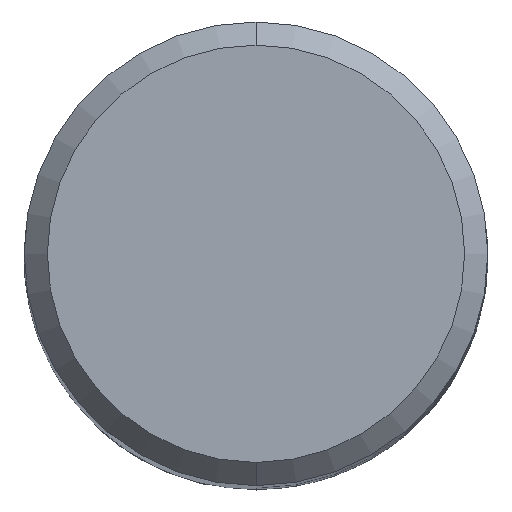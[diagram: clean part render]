
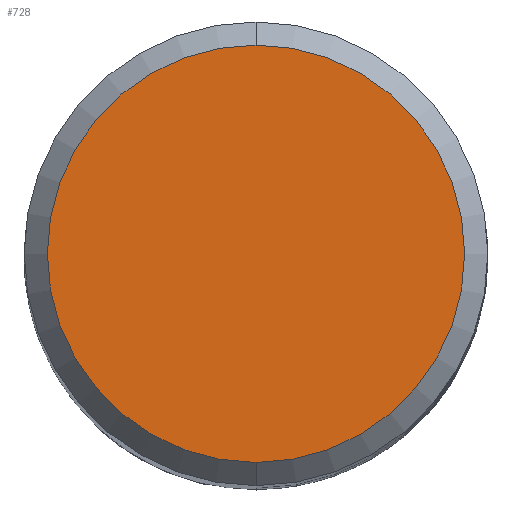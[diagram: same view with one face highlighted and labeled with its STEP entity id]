
A CAD part, top view. The second image highlights one B-rep face of the part: STEP entity #728.
In plain terms, the highlighted planar face has unit normal (0, 0, 1).
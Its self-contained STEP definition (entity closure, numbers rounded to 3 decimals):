
#704=VERTEX_POINT('',#1571);
#728=ADVANCED_FACE('',(#1597),#1598,.T.);
#872=EDGE_CURVE('',#1228,#704,#1758,.T.);
#942=EDGE_CURVE('',#704,#1228,#1832,.T.);
#1228=VERTEX_POINT('',#2140);
#1571=CARTESIAN_POINT('',(0.0,7.2,0.0));
#1597=FACE_OUTER_BOUND('',#4415,.T.);
#1598=PLANE('',#4416);
#1758=CIRCLE('',#5294,7.2);
#1832=CIRCLE('',#5560,7.2);
#2140=CARTESIAN_POINT('',(0.,-7.2,0.0));
#4415=EDGE_LOOP('',(#9117,#9118));
#4416=AXIS2_PLACEMENT_3D('',#9119,#9120,#9121);
#5294=AXIS2_PLACEMENT_3D('',#9303,#9304,#9305);
#5560=AXIS2_PLACEMENT_3D('',#9370,#9371,#9372);
#9117=ORIENTED_EDGE('',*,*,#942,.F.);
#9118=ORIENTED_EDGE('',*,*,#872,.F.);
#9119=CARTESIAN_POINT('',(0.0,3.6,0.0));
#9120=DIRECTION('',(-0.0,0.0,1.0));
#9121=DIRECTION('',(0.0,-1.0,0.0));
#9303=CARTESIAN_POINT('',(0.0,0.0,0.0));
#9304=DIRECTION('',(0.0,0.0,-1.0));
#9305=DIRECTION('',(0.0,1.0,0.0));
#9370=CARTESIAN_POINT('',(0.0,0.0,0.0));
#9371=DIRECTION('',(0.0,0.0,-1.0));
#9372=DIRECTION('',(0.0,1.0,0.0));
